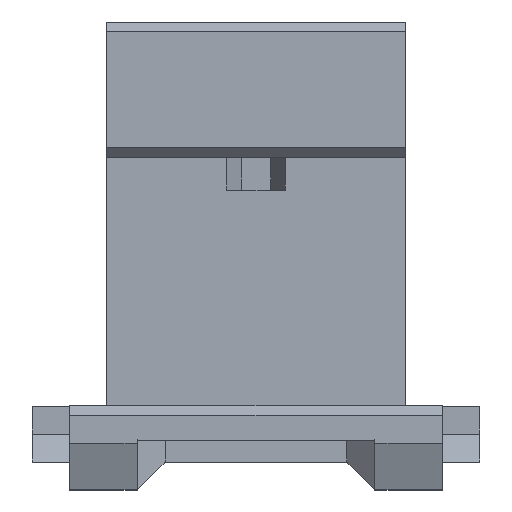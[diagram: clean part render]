
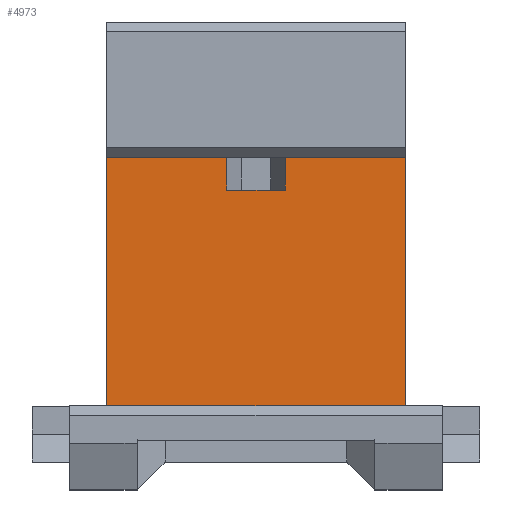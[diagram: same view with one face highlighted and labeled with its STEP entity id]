
A CAD part, top view. The second image highlights one B-rep face of the part: STEP entity #4973.
In plain terms, the highlighted planar face has unit normal (0, 0, 1).
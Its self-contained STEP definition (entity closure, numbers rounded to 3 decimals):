
#457=FACE_OUTER_BOUND('',#736,.T.);
#736=EDGE_LOOP('',(#4292,#4293,#4294,#4295,#4296,#4297,#4298,#4299));
#1262=LINE('',#7926,#1857);
#1268=LINE('',#7945,#1863);
#1278=LINE('',#7967,#1873);
#1282=LINE('',#7976,#1877);
#1287=LINE('',#7984,#1882);
#1289=LINE('',#7986,#1884);
#1293=LINE('',#7993,#1888);
#1296=LINE('',#8000,#1891);
#1857=VECTOR('',#6495,10.);
#1863=VECTOR('',#6513,10.);
#1873=VECTOR('',#6533,10.);
#1877=VECTOR('',#6539,10.);
#1882=VECTOR('',#6546,10.);
#1884=VECTOR('',#6548,10.);
#1888=VECTOR('',#6554,10.);
#1891=VECTOR('',#6565,10.);
#2351=VERTEX_POINT('',#7923);
#2352=VERTEX_POINT('',#7925);
#2358=VERTEX_POINT('',#7942);
#2359=VERTEX_POINT('',#7944);
#2365=VERTEX_POINT('',#7964);
#2366=VERTEX_POINT('',#7966);
#2369=VERTEX_POINT('',#7973);
#2370=VERTEX_POINT('',#7975);
#2991=EDGE_CURVE('',#2352,#2351,#1262,.F.);
#3000=EDGE_CURVE('',#2359,#2358,#1268,.F.);
#3010=EDGE_CURVE('',#2366,#2365,#1278,.T.);
#3014=EDGE_CURVE('',#2370,#2369,#1282,.T.);
#3019=EDGE_CURVE('',#2351,#2370,#1287,.F.);
#3021=EDGE_CURVE('',#2365,#2359,#1289,.F.);
#3025=EDGE_CURVE('',#2369,#2366,#1293,.T.);
#3028=EDGE_CURVE('',#2358,#2352,#1296,.F.);
#4292=ORIENTED_EDGE('',*,*,#3010,.T.);
#4293=ORIENTED_EDGE('',*,*,#3021,.T.);
#4294=ORIENTED_EDGE('',*,*,#3000,.T.);
#4295=ORIENTED_EDGE('',*,*,#3028,.T.);
#4296=ORIENTED_EDGE('',*,*,#2991,.T.);
#4297=ORIENTED_EDGE('',*,*,#3019,.T.);
#4298=ORIENTED_EDGE('',*,*,#3014,.T.);
#4299=ORIENTED_EDGE('',*,*,#3025,.T.);
#4712=PLANE('',#5378);
#4973=ADVANCED_FACE('',(#457),#4712,.F.);
#5378=AXIS2_PLACEMENT_3D('',#8001,#6566,#6567);
#6495=DIRECTION('',(0.,-1.,0.));
#6513=DIRECTION('',(0.,1.,0.));
#6533=DIRECTION('',(0.,1.,0.));
#6539=DIRECTION('',(0.,-1.,0.));
#6546=DIRECTION('',(1.,0.,0.));
#6548=DIRECTION('',(1.,0.,0.));
#6554=DIRECTION('',(-1.,0.,0.));
#6565=DIRECTION('',(-1.,0.,0.));
#6566=DIRECTION('center_axis',(0.,0.,-1.));
#6567=DIRECTION('ref_axis',(-1.,0.,0.));
#7923=CARTESIAN_POINT('',(16.,6.224,-11.261));
#7925=CARTESIAN_POINT('',(16.,-23.776,-11.261));
#7926=CARTESIAN_POINT('',(16.,-16.276,-11.261));
#7942=CARTESIAN_POINT('',(-16.,-23.776,-11.261));
#7944=CARTESIAN_POINT('',(-16.,6.224,-11.261));
#7945=CARTESIAN_POINT('',(-16.,-1.276,-11.261));
#7964=CARTESIAN_POINT('',(-3.118,6.224,-11.261));
#7966=CARTESIAN_POINT('',(-3.118,2.724,-11.261));
#7967=CARTESIAN_POINT('',(-3.118,-3.026,-11.261));
#7973=CARTESIAN_POINT('',(3.118,2.724,-11.261));
#7975=CARTESIAN_POINT('',(3.118,6.224,-11.261));
#7976=CARTESIAN_POINT('',(3.118,-1.276,-11.261));
#7984=CARTESIAN_POINT('',(8.,6.224,-11.261));
#7986=CARTESIAN_POINT('',(8.,6.224,-11.261));
#7993=CARTESIAN_POINT('',(1.559,2.724,-11.261));
#8000=CARTESIAN_POINT('',(-8.,-23.776,-11.261));
#8001=CARTESIAN_POINT('Origin',(0.,-8.776,-11.261));
